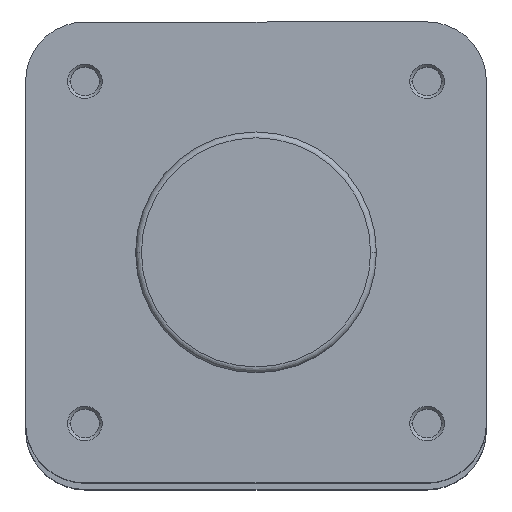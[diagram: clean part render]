
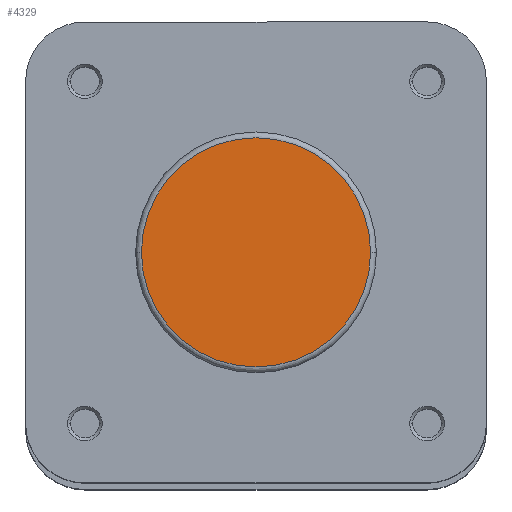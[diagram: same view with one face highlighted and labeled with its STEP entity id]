
A CAD part, top view. The second image highlights one B-rep face of the part: STEP entity #4329.
In plain terms, the highlighted planar face has unit normal (0, 0, 1).
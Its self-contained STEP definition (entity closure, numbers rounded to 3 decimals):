
#14 = CARTESIAN_POINT ( 'NONE',  ( 0., 0., 0. ) ) ;
#15 = DIRECTION ( 'NONE',  ( 0., 0., 1. ) ) ;
#16 = DIRECTION ( 'NONE',  ( -1., 0., 0. ) ) ;
#136 = CARTESIAN_POINT ( 'NONE',  ( 0., 0., 0. ) ) ;
#143 = DIRECTION ( 'NONE',  ( 0., 0., 1. ) ) ;
#144 = DIRECTION ( 'NONE',  ( -1., 0., 0. ) ) ;
#813 = EDGE_CURVE ( 'NONE', #5134, #5154, #2150, .T. ) ;
#865 = EDGE_CURVE ( 'NONE', #5154, #5134, #2228, .T. ) ;
#1292 = ORIENTED_EDGE ( 'NONE', *, *, #865, .T. ) ;
#1353 = ORIENTED_EDGE ( 'NONE', *, *, #813, .T. ) ;
#2072 = EDGE_LOOP ( 'NONE', ( #1292, #1353 ) ) ;
#2150 = CIRCLE ( 'NONE', #4510, 19.9 ) ;
#2228 = CIRCLE ( 'NONE', #4534, 19.9 ) ;
#2643 = FACE_OUTER_BOUND ( 'NONE', #2072, .T. ) ;
#3317 = CARTESIAN_POINT ( 'NONE',  ( 0., 20.9, 0. ) ) ;
#3318 = PLANE ( 'NONE',  #4755 ) ;
#3320 = DIRECTION ( 'NONE',  ( 0., 0., -1. ) ) ;
#3321 = DIRECTION ( 'NONE',  ( -1., 0., 0. ) ) ;
#4104 = CARTESIAN_POINT ( 'NONE',  ( 19.9, 0., 0. ) ) ;
#4124 = CARTESIAN_POINT ( 'NONE',  ( -19.9, 0., 0. ) ) ;
#4329 = ADVANCED_FACE ( 'NONE', ( #2643 ), #3318, .F. ) ;
#4510 = AXIS2_PLACEMENT_3D ( 'NONE', #14, #15, #16 ) ;
#4534 = AXIS2_PLACEMENT_3D ( 'NONE', #136, #143, #144 ) ;
#4755 = AXIS2_PLACEMENT_3D ( 'NONE', #3317, #3320, #3321 ) ;
#5134 = VERTEX_POINT ( 'NONE', #4104 ) ;
#5154 = VERTEX_POINT ( 'NONE', #4124 ) ;
